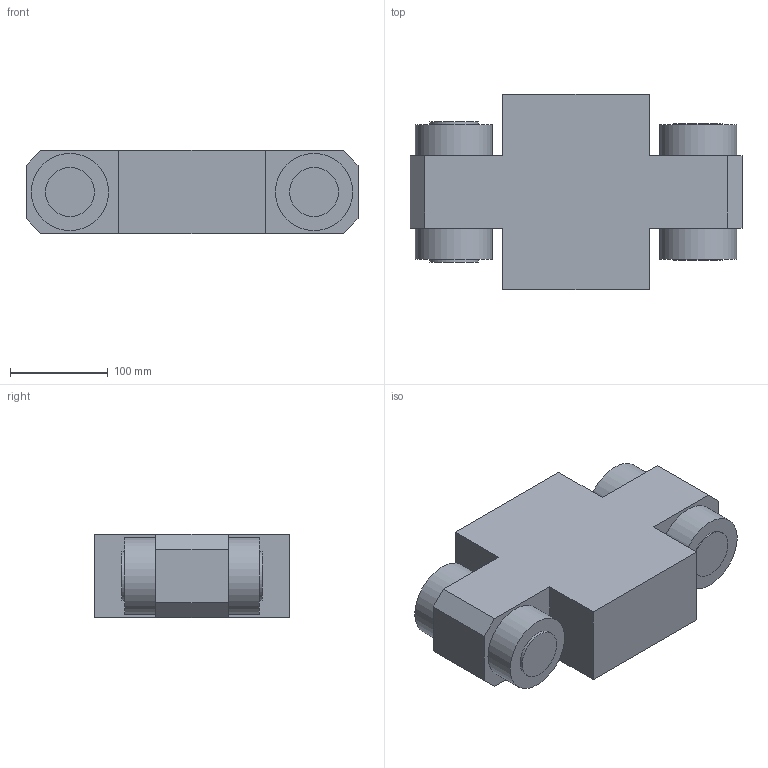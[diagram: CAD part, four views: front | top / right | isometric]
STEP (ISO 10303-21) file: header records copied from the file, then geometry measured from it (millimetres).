
FILE_DESCRIPTION(/* description */ (''),/* implementation_level */ '2;1');
FILE_NAME(/* name */ 'body.step',/* time_stamp */ '2021-01-25T22:33:52-05:00',/* author */ ('DELL'),/* organization */ (''),/* preprocessor_version */ 'ST-DEVELOPER v18',/* originating_system */ 'Autodesk Inventor 2020',/* authorisation */ '');
FILE_SCHEMA (('AUTOMOTIVE_DESIGN { 1 0 10303 214 3 1 1 }'));
Length unit declared in the file: millimetre
Products named in the file (1): body_inventor
Bounding box: 340 x 200 x 85 mm (x, y, z)
Volume: 3041521.7 mm3; surface area: 308243.5 mm2
Topology: 1 solids, 2 shells, 48 faces, 108 edges, 72 vertices
Faces by surface type: plane 40, cylinder 8
Full cylindrical faces by diameter (mm): 50 x4, 79 x4
Entity records: 1377 total; most frequent: CARTESIAN_POINT 229, DIRECTION 222, ORIENTED_EDGE 216, EDGE_CURVE 108, LINE 92, VECTOR 92, VERTEX_POINT 72, AXIS2_PLACEMENT_3D 65
